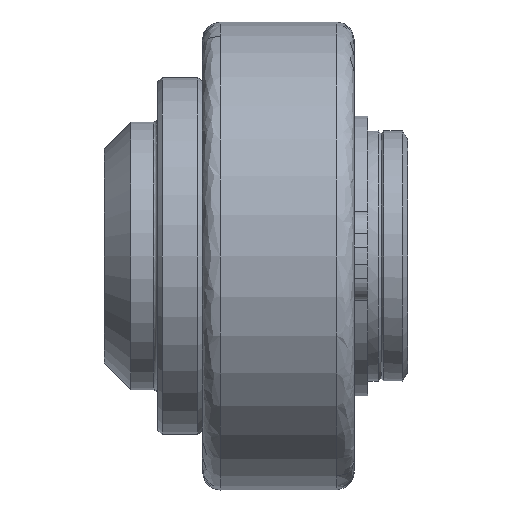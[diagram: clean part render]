
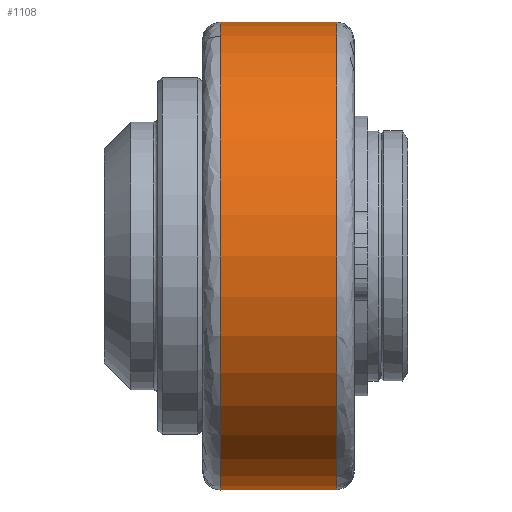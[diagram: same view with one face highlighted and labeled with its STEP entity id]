
A CAD part, front view. The second image highlights one B-rep face of the part: STEP entity #1108.
In plain terms, the highlighted toroidal (fillet/blend) face has major radius 473.75 mm and minor radius 500 mm.
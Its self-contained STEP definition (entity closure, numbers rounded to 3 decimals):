
#84 = EDGE_CURVE ( 'NONE', #1023, #1023, #1395, .T. ) ;
#85 = EDGE_CURVE ( 'NONE', #1025, #1025, #1397, .T. ) ;
#812 = CARTESIAN_POINT ( 'NONE',  ( 12.974, 0., 0. ) ) ;
#822 = CARTESIAN_POINT ( 'NONE',  ( 26.026, 0., 0. ) ) ;
#830 = DIRECTION ( 'NONE',  ( -1., 0., 0. ) ) ;
#831 = DIRECTION ( 'NONE',  ( 0., 0., 1. ) ) ;
#834 = DIRECTION ( 'NONE',  ( 1., 0., 0. ) ) ;
#835 = DIRECTION ( 'NONE',  ( 0., 1., 0. ) ) ;
#973 = DIRECTION ( 'NONE',  ( -1., 0., 0. ) ) ;
#974 = CARTESIAN_POINT ( 'NONE',  ( 19.5, 0., 0. ) ) ;
#983 = DIRECTION ( 'NONE',  ( 0., -1., 0. ) ) ;
#1023 = VERTEX_POINT ( 'NONE', #1024 ) ;
#1024 = CARTESIAN_POINT ( 'NONE',  ( 26.026, 0., 26.207 ) ) ;
#1025 = VERTEX_POINT ( 'NONE', #1026 ) ;
#1026 = CARTESIAN_POINT ( 'NONE',  ( 12.974, 26.207, 0. ) ) ;
#1053 = AXIS2_PLACEMENT_3D ( 'NONE', #812, #834, #835 ) ;
#1057 = AXIS2_PLACEMENT_3D ( 'NONE', #822, #830, #831 ) ;
#1077 = AXIS2_PLACEMENT_3D ( 'NONE', #974, #973, #983 ) ;
#1108 = ADVANCED_FACE ( 'NONE', ( #1425, #1432 ), #1434, .T. ) ;
#1157 = ORIENTED_EDGE ( 'NONE', *, *, #84, .T. ) ;
#1158 = ORIENTED_EDGE ( 'NONE', *, *, #85, .T. ) ;
#1198 = EDGE_LOOP ( 'NONE', ( #1158 ) ) ;
#1204 = EDGE_LOOP ( 'NONE', ( #1157 ) ) ;
#1395 = CIRCLE ( 'NONE', #1057, 26.207 ) ;
#1397 = CIRCLE ( 'NONE', #1053, 26.207 ) ;
#1425 = FACE_OUTER_BOUND ( 'NONE', #1204, .T. ) ;
#1432 = FACE_OUTER_BOUND ( 'NONE', #1198, .T. ) ;
#1434 = TOROIDAL_SURFACE ( 'NONE', #1077, -473.75, 500. ) ;
